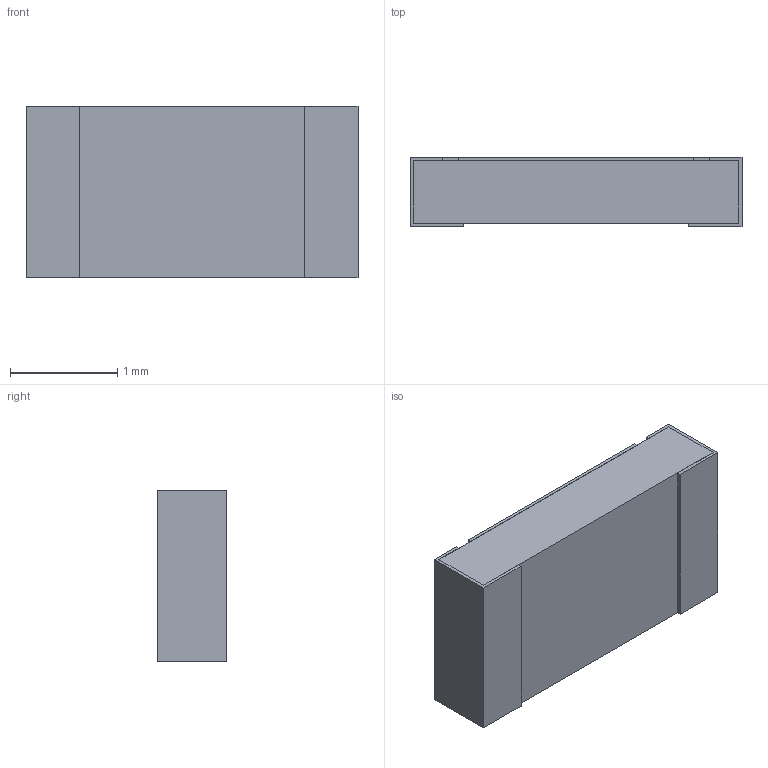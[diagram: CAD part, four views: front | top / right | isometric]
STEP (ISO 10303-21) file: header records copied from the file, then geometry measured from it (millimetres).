
FILE_DESCRIPTION(('FreeCAD Model'),'2;1');
FILE_NAME('Open CASCADE Shape Model','2025-11-13T17:38:22',(''),(''), 'Open CASCADE STEP processor 7.8','FreeCAD','Unknown');
FILE_SCHEMA(('AP242_MANAGED_MODEL_BASED_3D_ENGINEERING_MIM_LF. {1 0 10303 442 1 1 4 }'));
Length unit declared in the file: millimetre
Products named in the file (1): CRCW120656K2FKEAHP
Bounding box: 3.1 x 0.65 x 1.6 mm (x, y, z)
Volume: 3.1 mm3; surface area: 32.3 mm2
Topology: 4 solids, 4 shells, 40 faces, 288 edges, 832 vertices
Faces by surface type: plane 40
Entity records: 4010 total; most frequent: CARTESIAN_POINT 1161, DIRECTION 370, LINE 288, VECTOR 288, GEOMETRIC_CURVE_SET 193, ORIENTED_EDGE 192, TRIMMED_CURVE 192, PRESENTATION_STYLE_ASSIGNMENT 108
